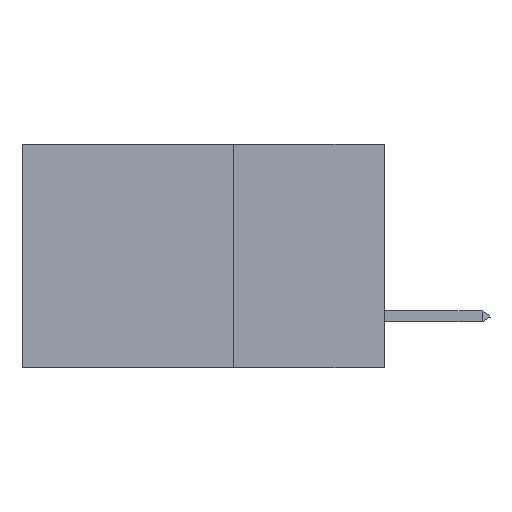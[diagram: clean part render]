
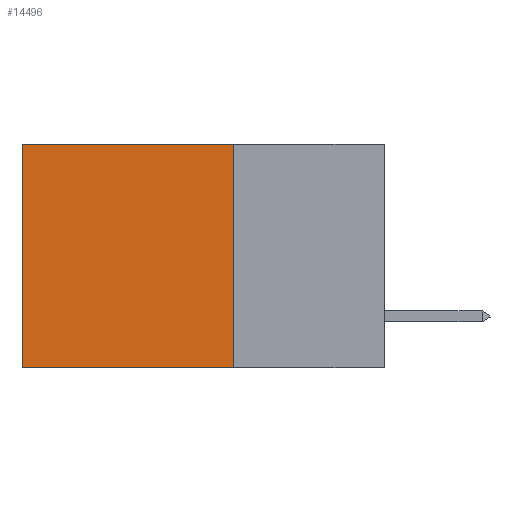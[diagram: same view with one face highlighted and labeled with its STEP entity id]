
A CAD part, left-side view. The second image highlights one B-rep face of the part: STEP entity #14496.
In plain terms, the highlighted planar face has unit normal (-1, 0, 0).
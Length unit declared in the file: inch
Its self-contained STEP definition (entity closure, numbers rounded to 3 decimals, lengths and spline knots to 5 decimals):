
#106 = FACE_OUTER_BOUND ( 'NONE', #13380, .T. ) ;
#149 = DIRECTION ( 'NONE',  ( 0., 0., -1. ) ) ;
#527 = CARTESIAN_POINT ( 'NONE',  ( 0.2875, 0.6, 0. ) ) ;
#926 = VERTEX_POINT ( 'NONE', #3408 ) ;
#1902 = VECTOR ( 'NONE', #3238, 39.37008 ) ;
#2148 = EDGE_CURVE ( 'NONE', #6098, #6905, #8084, .T. ) ;
#3050 = DIRECTION ( 'NONE',  ( 0., 1., 0. ) ) ;
#3238 = DIRECTION ( 'NONE',  ( 0., 0., -1. ) ) ;
#3279 = VECTOR ( 'NONE', #6105, 39.37008 ) ;
#3408 = CARTESIAN_POINT ( 'NONE',  ( 0.2875, 0.6, 0. ) ) ;
#3921 = PLANE ( 'NONE',  #9014 ) ;
#4361 = EDGE_CURVE ( 'NONE', #6905, #9851, #11095, .T. ) ;
#4977 = CARTESIAN_POINT ( 'NONE',  ( 0.2875, 0.25, -0.37 ) ) ;
#5258 = ORIENTED_EDGE ( 'NONE', *, *, #12089, .T. ) ;
#6098 = VERTEX_POINT ( 'NONE', #8162 ) ;
#6105 = DIRECTION ( 'NONE',  ( 0., 1., 0. ) ) ;
#6121 = VECTOR ( 'NONE', #7311, 39.37008 ) ;
#6301 = LINE ( 'NONE', #10057, #11724 ) ;
#6905 = VERTEX_POINT ( 'NONE', #12585 ) ;
#7311 = DIRECTION ( 'NONE',  ( 0., 0., -1. ) ) ;
#7371 = ORIENTED_EDGE ( 'NONE', *, *, #10766, .T. ) ;
#8084 = LINE ( 'NONE', #13806, #1902 ) ;
#8162 = CARTESIAN_POINT ( 'NONE',  ( 0.2875, 0.25, 0. ) ) ;
#8904 = ORIENTED_EDGE ( 'NONE', *, *, #2148, .F. ) ;
#8939 = CARTESIAN_POINT ( 'NONE',  ( 0.2875, 0.6, -0.37 ) ) ;
#9014 = AXIS2_PLACEMENT_3D ( 'NONE', #12537, #12377, #149 ) ;
#9851 = VERTEX_POINT ( 'NONE', #8939 ) ;
#10057 = CARTESIAN_POINT ( 'NONE',  ( 0.2875, 0.25, 0. ) ) ;
#10766 = EDGE_CURVE ( 'NONE', #6098, #926, #6301, .T. ) ;
#11095 = LINE ( 'NONE', #4977, #3279 ) ;
#11724 = VECTOR ( 'NONE', #3050, 39.37008 ) ;
#12089 = EDGE_CURVE ( 'NONE', #926, #9851, #12121, .T. ) ;
#12121 = LINE ( 'NONE', #527, #6121 ) ;
#12377 = DIRECTION ( 'NONE',  ( 1., 0., 0. ) ) ;
#12537 = CARTESIAN_POINT ( 'NONE',  ( 0.2875, 0.25, 0. ) ) ;
#12585 = CARTESIAN_POINT ( 'NONE',  ( 0.2875, 0.25, -0.37 ) ) ;
#13380 = EDGE_LOOP ( 'NONE', ( #5258, #13435, #8904, #7371 ) ) ;
#13435 = ORIENTED_EDGE ( 'NONE', *, *, #4361, .F. ) ;
#13806 = CARTESIAN_POINT ( 'NONE',  ( 0.2875, 0.25, 0. ) ) ;
#14496 = ADVANCED_FACE ( 'NONE', ( #106 ), #3921, .F. ) ;
